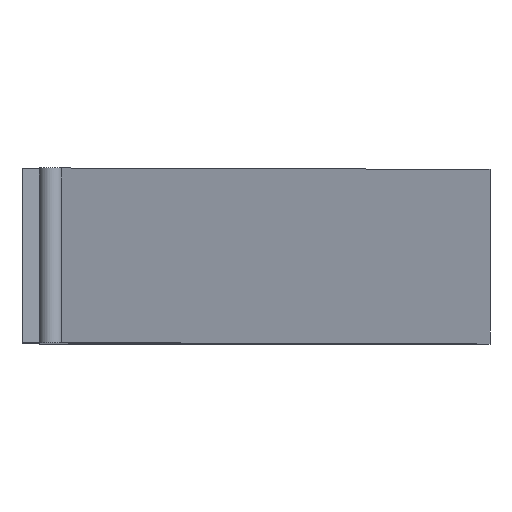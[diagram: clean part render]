
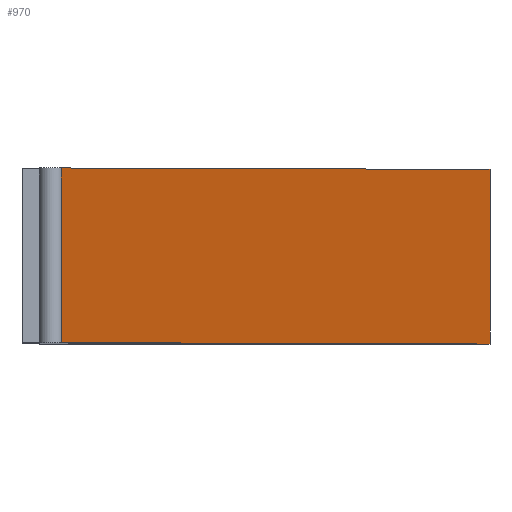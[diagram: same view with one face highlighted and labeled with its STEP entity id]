
A CAD part, top view. The second image highlights one B-rep face of the part: STEP entity #970.
In plain terms, the highlighted planar face has unit normal (0.889, 0, 0.459).
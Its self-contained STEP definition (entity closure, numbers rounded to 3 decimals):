
#31=PLANE('',#1025);
#79=FACE_OUTER_BOUND('',#129,.T.);
#129=EDGE_LOOP('',(#694,#695,#696,#697));
#191=LINE('',#1339,#323);
#192=LINE('',#1342,#324);
#193=LINE('',#1344,#325);
#194=LINE('',#1345,#326);
#323=VECTOR('',#1090,10.);
#324=VECTOR('',#1093,10.);
#325=VECTOR('',#1094,10.);
#326=VECTOR('',#1095,10.);
#460=VERTEX_POINT('',#1332);
#463=VERTEX_POINT('',#1337);
#464=VERTEX_POINT('',#1341);
#465=VERTEX_POINT('',#1343);
#555=EDGE_CURVE('',#463,#460,#191,.T.);
#556=EDGE_CURVE('',#464,#463,#192,.T.);
#557=EDGE_CURVE('',#464,#465,#193,.T.);
#558=EDGE_CURVE('',#460,#465,#194,.T.);
#694=ORIENTED_EDGE('',*,*,#555,.F.);
#695=ORIENTED_EDGE('',*,*,#556,.F.);
#696=ORIENTED_EDGE('',*,*,#557,.T.);
#697=ORIENTED_EDGE('',*,*,#558,.F.);
#970=ADVANCED_FACE('',(#79),#31,.T.);
#1025=AXIS2_PLACEMENT_3D('',#1340,#1091,#1092);
#1090=DIRECTION('',(0.,1.,0.));
#1091=DIRECTION('center_axis',(0.889,0.,0.459));
#1092=DIRECTION('ref_axis',(0.459,0.,-0.889));
#1093=DIRECTION('',(-0.459,0.,0.889));
#1094=DIRECTION('',(0.,1.,0.));
#1095=DIRECTION('',(0.459,0.,-0.889));
#1332=CARTESIAN_POINT('',(43.189,7.5,84.34));
#1337=CARTESIAN_POINT('',(43.189,-7.5,84.34));
#1339=CARTESIAN_POINT('',(43.189,0.,84.34));
#1340=CARTESIAN_POINT('Origin',(41.3,0.,88.));
#1341=CARTESIAN_POINT('',(80.,-7.5,13.));
#1342=CARTESIAN_POINT('',(80.,-7.5,13.));
#1343=CARTESIAN_POINT('',(80.,7.5,13.));
#1344=CARTESIAN_POINT('',(80.,0.,13.));
#1345=CARTESIAN_POINT('',(80.,7.5,13.));
